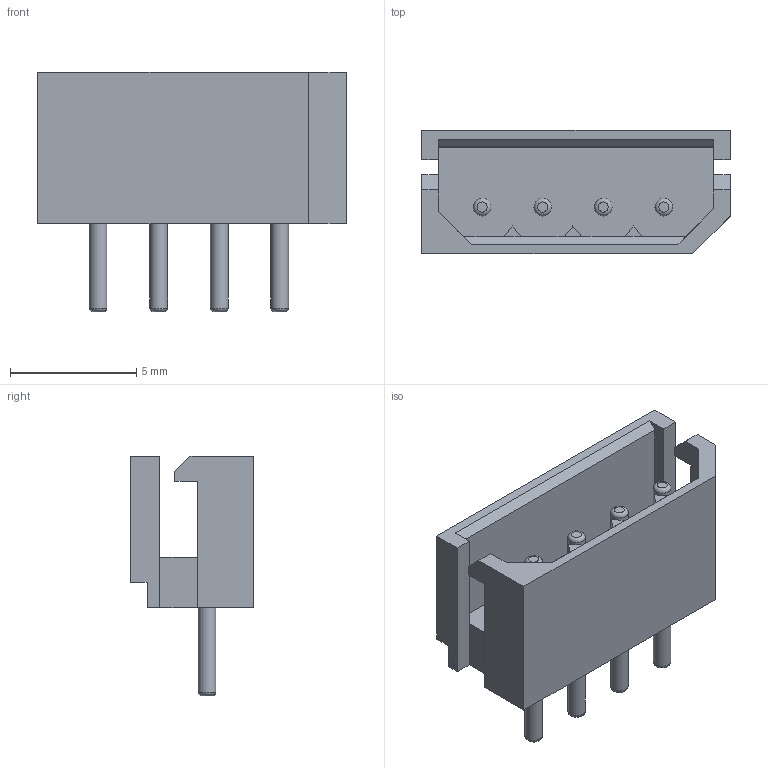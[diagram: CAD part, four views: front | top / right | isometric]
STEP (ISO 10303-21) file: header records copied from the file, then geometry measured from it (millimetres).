
FILE_DESCRIPTION(/* description */ (''),/* implementation_level */ '2;1');
FILE_NAME(/* name */ 'Molex Mini SPOX 2.50mm 3Pin.step',/* time_stamp */ '2022-04-21T14:33:31+02:00',/* author */ (''),/* organization */ (''),/* preprocessor_version */ 'ST-DEVELOPER v18.1',/* originating_system */ 'Autodesk Translation Framework v10.14.0.1471',/* authorisation */ '');
FILE_SCHEMA (('AUTOMOTIVE_DESIGN { 1 0 10303 214 3 1 1 }'));
Length unit declared in the file: millimetre
Products named in the file (7): Spox Molex 4pin; Component6; Component1; Component3; Component2; Component4; Component5
Assembly tree (6 placements, depth 3):
  Spox Molex 4pin
    Component6
      Component1
      Component3
      Component2
      Component4
      Component5
Bounding box: 12.24 x 4.9 x 9.5 mm (x, y, z)
Volume: 194.1 mm3; surface area: 514.6 mm2
Topology: 5 solids, 5 shells, 71 faces, 169 edges, 108 vertices
Faces by surface type: plane 55, torus 8, cylinder 8
Full cylindrical faces by diameter (mm): 0.7 x8
Entity records: 2258 total; most frequent: DIRECTION 373, CARTESIAN_POINT 361, ORIENTED_EDGE 338, EDGE_CURVE 169, LINE 133, VECTOR 133, AXIS2_PLACEMENT_3D 120, VERTEX_POINT 108
